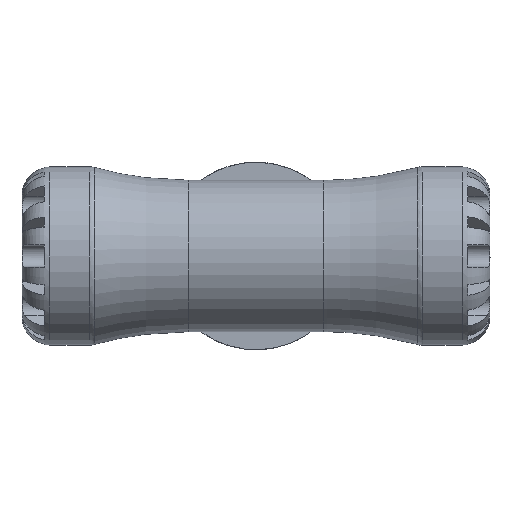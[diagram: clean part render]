
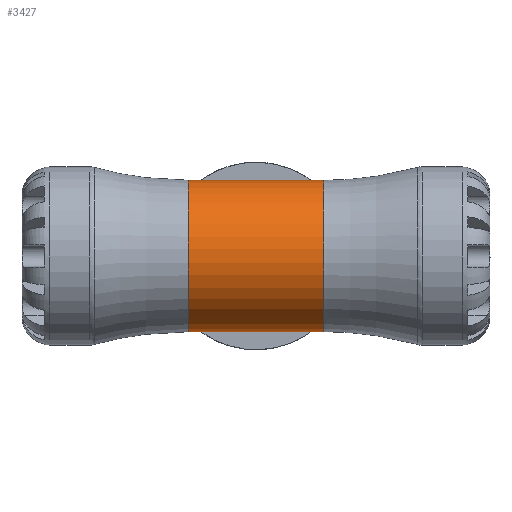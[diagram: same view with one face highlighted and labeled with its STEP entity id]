
A CAD part, front view. The second image highlights one B-rep face of the part: STEP entity #3427.
In plain terms, the highlighted cylindrical face has radius 24.65 mm (diameter 49.3 mm), a partial arc.
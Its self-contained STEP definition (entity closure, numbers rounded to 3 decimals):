
#597=CYLINDRICAL_SURFACE('',#3635,24.65);
#676=B_SPLINE_CURVE_WITH_KNOTS('',3,(#5016,#5017,#5018,#5019,#5020,#5021,
#5022,#5023,#5024,#5025,#5026,#5027,#5028,#5029,#5030,#5031,#5032,#5033,
#5034,#5035,#5036,#5037,#5038,#5039,#5040,#5041,#5042,#5043,#5044,#5045,
#5046,#5047,#5048,#5049),.UNSPECIFIED.,.F.,.F.,(4,2,2,2,2,2,2,2,2,2,2,2,
2,2,2,2,4),(4.763,4.963,5.437,5.91,
6.441,6.972,7.503,7.768,8.033,
8.299,8.564,9.095,9.626,10.157,
10.63,11.103,11.304),.UNSPECIFIED.);
#677=B_SPLINE_CURVE_WITH_KNOTS('',3,(#5052,#5053,#5054,#5055,#5056,#5057,
#5058,#5059,#5060,#5061,#5062,#5063,#5064,#5065,#5066,#5067,#5068,#5069,
#5070,#5071,#5072,#5073,#5074,#5075,#5076,#5077,#5078,#5079,#5080,#5081,
#5082,#5083,#5084,#5085,#5086),.UNSPECIFIED.,.F.,.F.,(4,2,2,2,2,2,2,2,3,
2,2,2,2,2,2,2,4),(-3.271,-3.07,-2.597,
-2.123,-1.592,-1.062,-0.531,
-0.265,0.,0.265,0.531,1.062,
1.592,2.123,2.597,3.07,3.271),
 .UNSPECIFIED.);
#776=FACE_OUTER_BOUND('',#981,.T.);
#981=EDGE_LOOP('',(#2215,#2216,#2217,#2218));
#1212=CIRCLE('',#3634,24.65);
#1213=CIRCLE('',#3636,24.65);
#1387=VERTEX_POINT('',#4985);
#1388=VERTEX_POINT('',#4986);
#1389=VERTEX_POINT('',#5015);
#1390=VERTEX_POINT('',#5050);
#1713=EDGE_CURVE('',#1387,#1388,#1212,.T.);
#1714=EDGE_CURVE('',#1389,#1387,#676,.T.);
#1715=EDGE_CURVE('',#1389,#1390,#1213,.T.);
#1716=EDGE_CURVE('',#1388,#1390,#677,.T.);
#2215=ORIENTED_EDGE('',*,*,#1714,.F.);
#2216=ORIENTED_EDGE('',*,*,#1715,.T.);
#2217=ORIENTED_EDGE('',*,*,#1716,.F.);
#2218=ORIENTED_EDGE('',*,*,#1713,.F.);
#3427=ADVANCED_FACE('',(#776),#597,.T.);
#3634=AXIS2_PLACEMENT_3D('',#5013,#4017,#4018);
#3635=AXIS2_PLACEMENT_3D('',#5014,#4019,#4020);
#3636=AXIS2_PLACEMENT_3D('',#5051,#4021,#4022);
#4017=DIRECTION('center_axis',(1.,0.,0.));
#4018=DIRECTION('ref_axis',(0.,0.,-1.));
#4019=DIRECTION('center_axis',(1.,0.,0.));
#4020=DIRECTION('ref_axis',(0.,1.,0.));
#4021=DIRECTION('center_axis',(1.,0.,0.));
#4022=DIRECTION('ref_axis',(0.,0.,-1.));
#4985=CARTESIAN_POINT('',(22.,23.524,7.365));
#4986=CARTESIAN_POINT('',(22.,23.524,-7.365));
#5013=CARTESIAN_POINT('Origin',(22.,0.,0.));
#5014=CARTESIAN_POINT('Origin',(11.,0.,0.));
#5015=CARTESIAN_POINT('',(-22.,23.524,7.365));
#5016=CARTESIAN_POINT('Ctrl Pts',(-22.,23.524,7.365));
#5017=CARTESIAN_POINT('Ctrl Pts',(-21.789,23.327,7.996));
#5018=CARTESIAN_POINT('Ctrl Pts',(-21.552,23.105,8.614));
#5019=CARTESIAN_POINT('Ctrl Pts',(-20.677,22.29,10.635));
#5020=CARTESIAN_POINT('Ctrl Pts',(-19.931,21.599,11.965));
#5021=CARTESIAN_POINT('Ctrl Pts',(-18.266,20.073,14.378));
#5022=CARTESIAN_POINT('Ctrl Pts',(-17.349,19.24,15.461));
#5023=CARTESIAN_POINT('Ctrl Pts',(-15.347,17.455,17.463));
#5024=CARTESIAN_POINT('Ctrl Pts',(-14.178,16.43,18.424));
#5025=CARTESIAN_POINT('Ctrl Pts',(-11.693,14.34,20.094));
#5026=CARTESIAN_POINT('Ctrl Pts',(-10.376,13.274,20.803));
#5027=CARTESIAN_POINT('Ctrl Pts',(-7.649,11.271,21.953));
#5028=CARTESIAN_POINT('Ctrl Pts',(-6.251,10.336,22.392));
#5029=CARTESIAN_POINT('Ctrl Pts',(-4.044,9.237,22.857));
#5030=CARTESIAN_POINT('Ctrl Pts',(-3.29,8.924,22.979));
#5031=CARTESIAN_POINT('Ctrl Pts',(-1.71,8.47,23.151));
#5032=CARTESIAN_POINT('Ctrl Pts',(-0.885,8.33,23.2));
#5033=CARTESIAN_POINT('Ctrl Pts',(0.885,8.33,23.2));
#5034=CARTESIAN_POINT('Ctrl Pts',(1.71,8.47,23.151));
#5035=CARTESIAN_POINT('Ctrl Pts',(3.29,8.924,22.979));
#5036=CARTESIAN_POINT('Ctrl Pts',(4.044,9.237,22.857));
#5037=CARTESIAN_POINT('Ctrl Pts',(6.251,10.336,22.392));
#5038=CARTESIAN_POINT('Ctrl Pts',(7.649,11.271,21.953));
#5039=CARTESIAN_POINT('Ctrl Pts',(10.376,13.274,20.803));
#5040=CARTESIAN_POINT('Ctrl Pts',(11.693,14.34,20.094));
#5041=CARTESIAN_POINT('Ctrl Pts',(14.178,16.43,18.424));
#5042=CARTESIAN_POINT('Ctrl Pts',(15.347,17.455,17.463));
#5043=CARTESIAN_POINT('Ctrl Pts',(17.349,19.24,15.461));
#5044=CARTESIAN_POINT('Ctrl Pts',(18.266,20.073,14.378));
#5045=CARTESIAN_POINT('Ctrl Pts',(19.931,21.599,11.965));
#5046=CARTESIAN_POINT('Ctrl Pts',(20.677,22.29,10.635));
#5047=CARTESIAN_POINT('Ctrl Pts',(21.552,23.105,8.614));
#5048=CARTESIAN_POINT('Ctrl Pts',(21.789,23.327,7.996));
#5049=CARTESIAN_POINT('Ctrl Pts',(22.,23.524,7.365));
#5050=CARTESIAN_POINT('',(-22.,23.524,-7.365));
#5051=CARTESIAN_POINT('Origin',(-22.,0.,0.));
#5052=CARTESIAN_POINT('Ctrl Pts',(22.,23.524,-7.365));
#5053=CARTESIAN_POINT('Ctrl Pts',(21.789,23.327,-7.996));
#5054=CARTESIAN_POINT('Ctrl Pts',(21.552,23.105,-8.614));
#5055=CARTESIAN_POINT('Ctrl Pts',(20.677,22.29,-10.635));
#5056=CARTESIAN_POINT('Ctrl Pts',(19.931,21.599,-11.965));
#5057=CARTESIAN_POINT('Ctrl Pts',(18.266,20.073,-14.378));
#5058=CARTESIAN_POINT('Ctrl Pts',(17.349,19.24,-15.461));
#5059=CARTESIAN_POINT('Ctrl Pts',(15.347,17.455,-17.463));
#5060=CARTESIAN_POINT('Ctrl Pts',(14.178,16.43,-18.424));
#5061=CARTESIAN_POINT('Ctrl Pts',(11.693,14.34,-20.094));
#5062=CARTESIAN_POINT('Ctrl Pts',(10.376,13.274,-20.803));
#5063=CARTESIAN_POINT('Ctrl Pts',(7.649,11.271,-21.953));
#5064=CARTESIAN_POINT('Ctrl Pts',(6.251,10.336,-22.392));
#5065=CARTESIAN_POINT('Ctrl Pts',(4.044,9.237,-22.857));
#5066=CARTESIAN_POINT('Ctrl Pts',(3.29,8.924,-22.979));
#5067=CARTESIAN_POINT('Ctrl Pts',(1.71,8.47,-23.151));
#5068=CARTESIAN_POINT('Ctrl Pts',(0.885,8.33,-23.2));
#5069=CARTESIAN_POINT('Ctrl Pts',(0.,8.33,-23.2));
#5070=CARTESIAN_POINT('Ctrl Pts',(-0.885,8.33,-23.2));
#5071=CARTESIAN_POINT('Ctrl Pts',(-1.71,8.47,-23.151));
#5072=CARTESIAN_POINT('Ctrl Pts',(-3.29,8.924,-22.979));
#5073=CARTESIAN_POINT('Ctrl Pts',(-4.044,9.237,-22.857));
#5074=CARTESIAN_POINT('Ctrl Pts',(-6.251,10.336,-22.392));
#5075=CARTESIAN_POINT('Ctrl Pts',(-7.649,11.271,-21.953));
#5076=CARTESIAN_POINT('Ctrl Pts',(-10.376,13.274,-20.803));
#5077=CARTESIAN_POINT('Ctrl Pts',(-11.693,14.34,-20.094));
#5078=CARTESIAN_POINT('Ctrl Pts',(-14.178,16.43,-18.424));
#5079=CARTESIAN_POINT('Ctrl Pts',(-15.347,17.455,-17.463));
#5080=CARTESIAN_POINT('Ctrl Pts',(-17.349,19.24,-15.461));
#5081=CARTESIAN_POINT('Ctrl Pts',(-18.266,20.073,-14.378));
#5082=CARTESIAN_POINT('Ctrl Pts',(-19.931,21.599,-11.965));
#5083=CARTESIAN_POINT('Ctrl Pts',(-20.677,22.29,-10.635));
#5084=CARTESIAN_POINT('Ctrl Pts',(-21.552,23.105,-8.614));
#5085=CARTESIAN_POINT('Ctrl Pts',(-21.789,23.327,-7.996));
#5086=CARTESIAN_POINT('Ctrl Pts',(-22.,23.524,-7.365));
